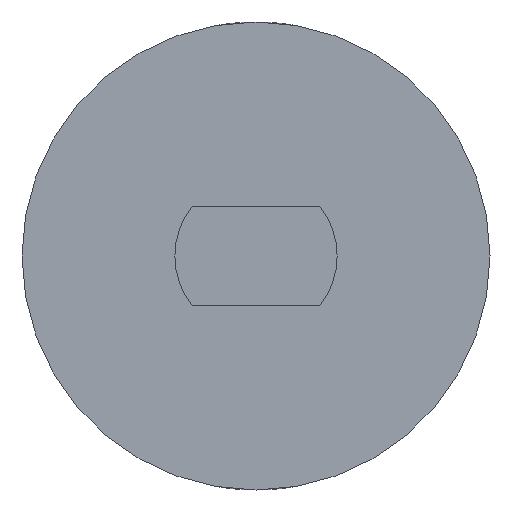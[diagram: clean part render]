
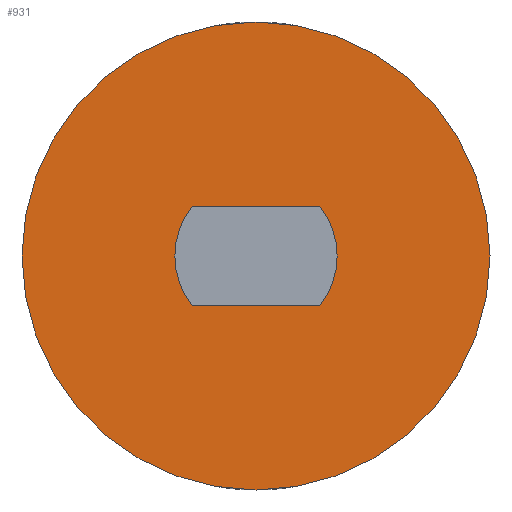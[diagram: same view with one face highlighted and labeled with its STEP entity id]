
A CAD part, front view. The second image highlights one B-rep face of the part: STEP entity #931.
In plain terms, the highlighted planar face has unit normal (0, -1, 0).
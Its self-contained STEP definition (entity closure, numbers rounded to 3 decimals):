
#5 = LINE ( 'NONE', #712, #917 ) ;
#57 = EDGE_CURVE ( 'NONE', #263, #1007, #5, .T. ) ;
#68 = DIRECTION ( 'NONE',  ( 0., 0., 1. ) ) ;
#71 = AXIS2_PLACEMENT_3D ( 'NONE', #615, #467, #932 ) ;
#81 = ORIENTED_EDGE ( 'NONE', *, *, #500, .F. ) ;
#98 = ORIENTED_EDGE ( 'NONE', *, *, #146, .F. ) ;
#146 = EDGE_CURVE ( 'NONE', #877, #263, #902, .T. ) ;
#166 = CIRCLE ( 'NONE', #1012, 7.5 ) ;
#181 = CARTESIAN_POINT ( 'NONE',  ( -2.049, 0., -1.6 ) ) ;
#190 = CARTESIAN_POINT ( 'NONE',  ( 0., 0., 0. ) ) ;
#198 = CARTESIAN_POINT ( 'NONE',  ( 2.049, 0., -1.6 ) ) ;
#254 = FACE_OUTER_BOUND ( 'NONE', #446, .T. ) ;
#257 = ORIENTED_EDGE ( 'NONE', *, *, #782, .F. ) ;
#263 = VERTEX_POINT ( 'NONE', #181 ) ;
#288 = CIRCLE ( 'NONE', #509, 2.6 ) ;
#304 = DIRECTION ( 'NONE',  ( 1., 0., 0. ) ) ;
#314 = DIRECTION ( 'NONE',  ( 0., -1., 0. ) ) ;
#317 = ORIENTED_EDGE ( 'NONE', *, *, #959, .F. ) ;
#399 = VERTEX_POINT ( 'NONE', #405 ) ;
#405 = CARTESIAN_POINT ( 'NONE',  ( 0., 0., 7.5 ) ) ;
#417 = FACE_BOUND ( 'NONE', #957, .T. ) ;
#435 = DIRECTION ( 'NONE',  ( 0., 0., -1. ) ) ;
#446 = EDGE_LOOP ( 'NONE', ( #81, #257 ) ) ;
#467 = DIRECTION ( 'NONE',  ( 0., 1., 0. ) ) ;
#469 = ORIENTED_EDGE ( 'NONE', *, *, #966, .F. ) ;
#484 = CARTESIAN_POINT ( 'NONE',  ( 0., 0., 0. ) ) ;
#488 = VERTEX_POINT ( 'NONE', #635 ) ;
#500 = EDGE_CURVE ( 'NONE', #488, #399, #166, .T. ) ;
#509 = AXIS2_PLACEMENT_3D ( 'NONE', #190, #911, #435 ) ;
#512 = CARTESIAN_POINT ( 'NONE',  ( -2.049, 0., 1.6 ) ) ;
#525 = VECTOR ( 'NONE', #767, 1000. ) ;
#533 = CARTESIAN_POINT ( 'NONE',  ( 0., 0., 0. ) ) ;
#546 = VERTEX_POINT ( 'NONE', #774 ) ;
#573 = CARTESIAN_POINT ( 'NONE',  ( -2.049, 0., 1.6 ) ) ;
#576 = CIRCLE ( 'NONE', #71, 7.5 ) ;
#580 = PLANE ( 'NONE',  #775 ) ;
#599 = LINE ( 'NONE', #512, #525 ) ;
#615 = CARTESIAN_POINT ( 'NONE',  ( 0., 0., 0. ) ) ;
#635 = CARTESIAN_POINT ( 'NONE',  ( 0., 0., -7.5 ) ) ;
#689 = DIRECTION ( 'NONE',  ( 0., 1., 0. ) ) ;
#712 = CARTESIAN_POINT ( 'NONE',  ( -2.049, 0., -1.6 ) ) ;
#756 = AXIS2_PLACEMENT_3D ( 'NONE', #484, #314, #792 ) ;
#767 = DIRECTION ( 'NONE',  ( -1., 0., 0. ) ) ;
#774 = CARTESIAN_POINT ( 'NONE',  ( 2.049, 0., 1.6 ) ) ;
#775 = AXIS2_PLACEMENT_3D ( 'NONE', #894, #689, #920 ) ;
#782 = EDGE_CURVE ( 'NONE', #399, #488, #576, .T. ) ;
#792 = DIRECTION ( 'NONE',  ( 0., 0., -1. ) ) ;
#868 = DIRECTION ( 'NONE',  ( 0., 1., 0. ) ) ;
#877 = VERTEX_POINT ( 'NONE', #573 ) ;
#894 = CARTESIAN_POINT ( 'NONE',  ( 0., 0., 0. ) ) ;
#902 = CIRCLE ( 'NONE', #756, 2.6 ) ;
#911 = DIRECTION ( 'NONE',  ( 0., -1., 0. ) ) ;
#917 = VECTOR ( 'NONE', #304, 1000. ) ;
#920 = DIRECTION ( 'NONE',  ( 0., 0., 1. ) ) ;
#931 = ADVANCED_FACE ( 'NONE', ( #417, #254 ), #580, .F. ) ;
#932 = DIRECTION ( 'NONE',  ( 0., 0., 1. ) ) ;
#957 = EDGE_LOOP ( 'NONE', ( #1008, #98, #317, #469 ) ) ;
#959 = EDGE_CURVE ( 'NONE', #546, #877, #599, .T. ) ;
#966 = EDGE_CURVE ( 'NONE', #1007, #546, #288, .T. ) ;
#1007 = VERTEX_POINT ( 'NONE', #198 ) ;
#1008 = ORIENTED_EDGE ( 'NONE', *, *, #57, .F. ) ;
#1012 = AXIS2_PLACEMENT_3D ( 'NONE', #533, #868, #68 ) ;
